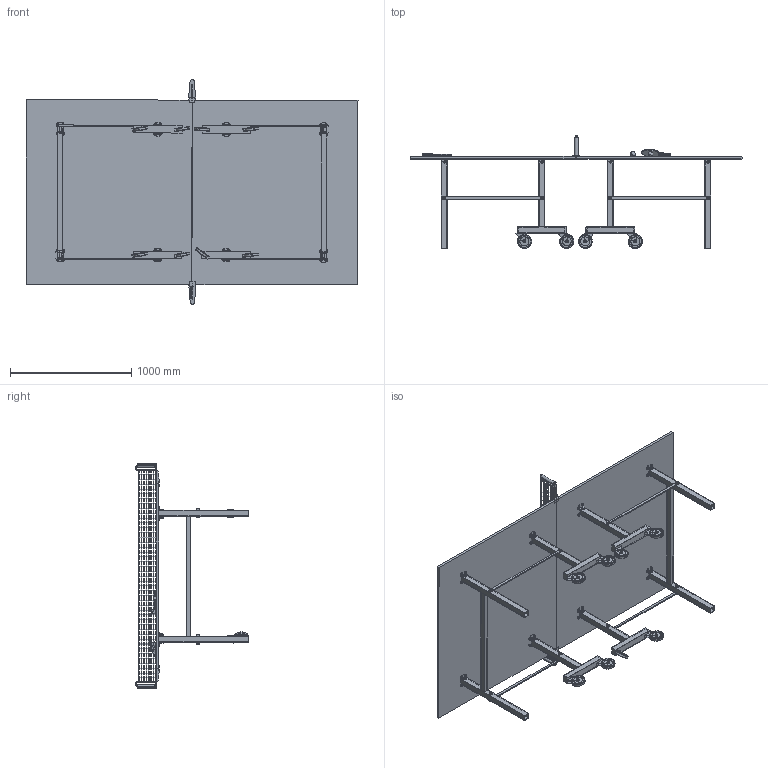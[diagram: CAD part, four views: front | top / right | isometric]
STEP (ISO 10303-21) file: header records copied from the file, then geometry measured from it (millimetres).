
FILE_DESCRIPTION (( 'STEP AP214' ), '1' );
FILE_NAME ('assembly ready to play ap214.STEP', '2011-08-28T03:31:21', ( '' ), ( '' ), 'SwSTEP 2.0', 'SolidWorks 2011', '' );
FILE_SCHEMA (( 'AUTOMOTIVE_DESIGN' ));
Length unit declared in the file: millimetre
Products named in the file (22): netSLDPRT; net holder1; net holder; racket asm; racket; plastic racket cover; ball; bolt1; nut; bolt; bridge; Copy of Copy of Copy of leg^assembly ready to play; Copy (2) of Copy of leg^assembly ready to play; Copy (2) of Copy of Copy of leg^assembly ready to play; leg hinge; Copy of Copy of leg^assembly ready to play; Copy of leg^assembly ready to play; wheel support sheet; wheel; leg1; Copy of tabletop^assembly ready to play; assembly ready to play ap214
Assembly tree (125 placements, depth 3):
  assembly ready to play ap214
    wheel  x8
    wheel support sheet  x8
    Copy (2) of Copy of leg^assembly ready to play  x4
    bolt  x16
    nut  x13
    Copy of Copy of Copy of leg^assembly ready to play  x4
    ball  x2
    leg hinge  x16
    bolt1  x32
    bridge  x4
    netSLDPRT
    racket asm  x2
      plastic racket cover
      racket
    Copy (2) of Copy of Copy of leg^assembly ready to play
    Copy of leg^assembly ready to play  x2
    leg1  x2
    Copy of tabletop^assembly ready to play  x2
    Copy of Copy of leg^assembly ready to play
    net holder1  x2
    net holder  x2
Bounding box: 2743.07 x 932.13 x 1857.24 mm (x, y, z)
Volume: 94773360.9 mm3; surface area: 13134554 mm2
Topology: 126 solids, 126 shells, 3576 faces, 9276 edges, 6106 vertices
Faces by surface type: plane 2640, cylinder 692, torus 200, bspline 40, sphere 4
Entity records: 55629 total; most frequent: CARTESIAN_POINT 9979, ORIENTED_EDGE 9282, DIRECTION 8357, EDGE_CURVE 4641, LINE 4273, VECTOR 4273, VERTEX_POINT 3086, EDGE_LOOP 2327
